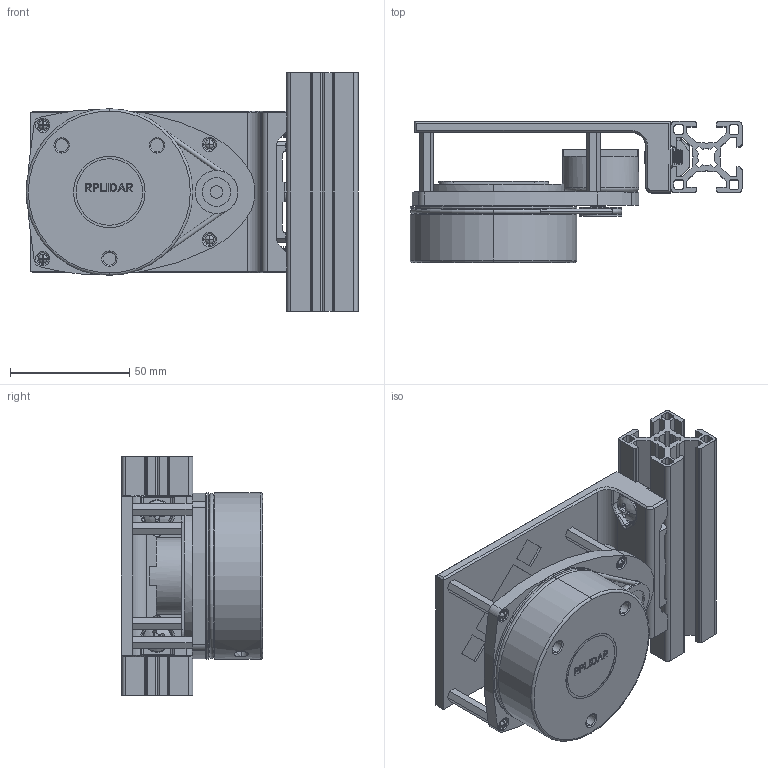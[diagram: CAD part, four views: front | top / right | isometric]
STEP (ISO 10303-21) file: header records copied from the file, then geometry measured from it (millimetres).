
FILE_DESCRIPTION (( 'STEP AP214' ), '1' );
FILE_NAME ('LidarAssembly.STEP', '2021-12-02T03:25:43', ( '' ), ( '' ), 'SwSTEP 2.0', 'SolidWorks 2020', '' );
FILE_SCHEMA (( 'AUTOMOTIVE_DESIGN' ));
Length unit declared in the file: millimetre
Products named in the file (7): lidarBrack; RPLidar_SCTL; twistBracket V3b; LidarAssembly; Extruded 3030 - Texas; screw M6x12 ph_95836A678; screw m2.5x8 csink_91420A016
Assembly tree (10 placements, depth 2):
  LidarAssembly
    RPLidar_SCTL
    lidarBrack
    screw M6x12 ph_95836A678  x2
    screw m2.5x8 csink_91420A016  x4
    twistBracket V3b
    Extruded 3030 - Texas
Bounding box: 139.4 x 59.25 x 100 mm (x, y, z)
Volume: 221376.8 mm3; surface area: 95217.7 mm2
Topology: 11 solids, 11 shells, 1375 faces, 3734 edges, 2429 vertices
Faces by surface type: plane 600, cylinder 483, bspline 115, cone 106, torus 67, sphere 4
Entity records: 41149 total; most frequent: CARTESIAN_POINT 13787, ORIENTED_EDGE 5602, DIRECTION 4773, EDGE_CURVE 2801, VERTEX_POINT 1820, LINE 1659, VECTOR 1659, AXIS2_PLACEMENT_3D 1557
